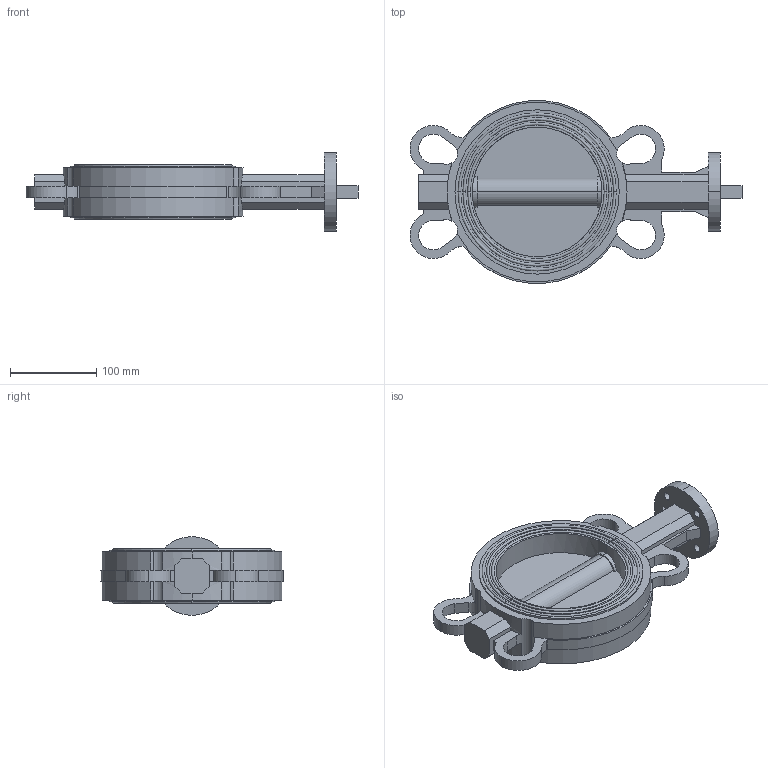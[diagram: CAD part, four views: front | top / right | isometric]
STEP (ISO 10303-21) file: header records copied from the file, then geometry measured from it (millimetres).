
FILE_DESCRIPTION (( 'STEP AP214' ), '1' );
FILE_NAME ('SCBF-D673-16XEX-150.step', '2025-09-25T05:49:31', ( 'KTP' ), ( '' ), 'SwSTEP 2.0', 'SolidWorks 2021', '' );
FILE_SCHEMA (( 'AUTOMOTIVE_DESIGN' ));
Length unit declared in the file: millimetre
Products named in the file (1): SCBF-D673-16XEX-150
Bounding box: 384 x 211.24 x 91 mm (x, y, z)
Volume: 1521242.2 mm3; surface area: 200863.8 mm2
Topology: 1 solids, 1 shells, 162 faces, 457 edges, 302 vertices
Faces by surface type: plane 85, cylinder 65, torus 12
Entity records: 6312 total; most frequent: CARTESIAN_POINT 1082, DIRECTION 973, ORIENTED_EDGE 914, EDGE_CURVE 457, AXIS2_PLACEMENT_3D 369, VERTEX_POINT 302, LINE 235, VECTOR 235
